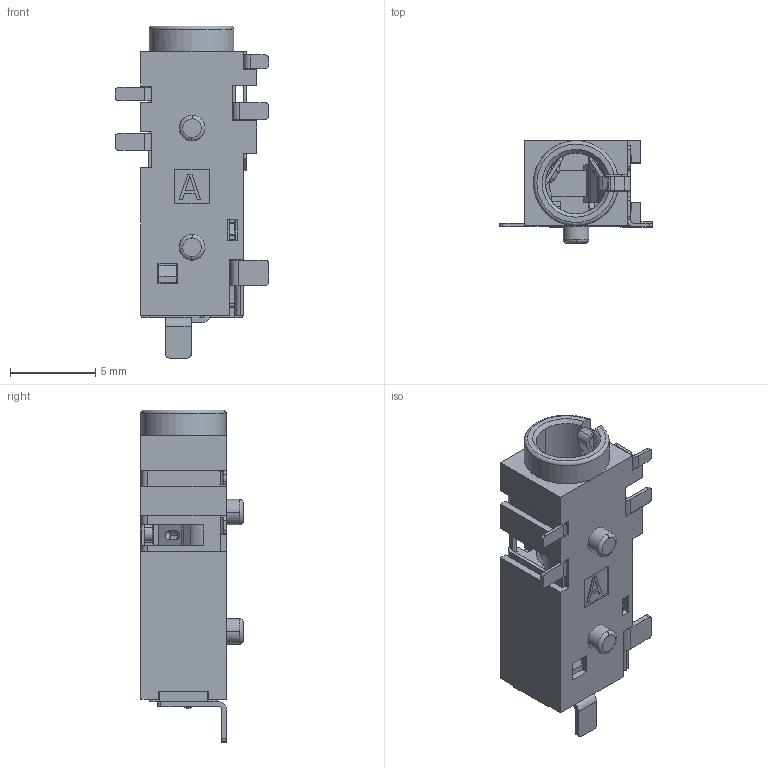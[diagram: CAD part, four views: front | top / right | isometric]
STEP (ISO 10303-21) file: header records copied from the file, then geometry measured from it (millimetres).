
FILE_DESCRIPTION((''),'2;1');
FILE_NAME('KYJ-035-10__04_','2019-02-25T',('Administrator'),(''),'PRO/ENGINEER BY PARAMETRIC TECHNOLOGY CORPORATION, 2008380','PRO/ENGINEER BY PARAMETRIC TECHNOLOGY CORPORATION, 2008380','');
FILE_SCHEMA(('AUTOMOTIVE_DESIGN_CC2 { 1 2 10303 214 -1 1 5 2 }'));
Length unit declared in the file: millimetre
Products named in the file (1): KYJ-035-10__04_
Bounding box: 9 x 6 x 19.5 mm (x, y, z)
Volume: 308.4 mm3; surface area: 1141.6 mm2
Topology: 2 solids, 2 shells, 593 faces, 1789 edges, 1187 vertices
Faces by surface type: plane 417, cylinder 159, bspline 11, torus 5, cone 1
Entity records: 20575 total; most frequent: CARTESIAN_POINT 4201, ORIENTED_EDGE 3578, DIRECTION 3270, EDGE_CURVE 1789, VECTOR 1360, LINE 1360, VERTEX_POINT 1187, AXIS2_PLACEMENT_3D 955
